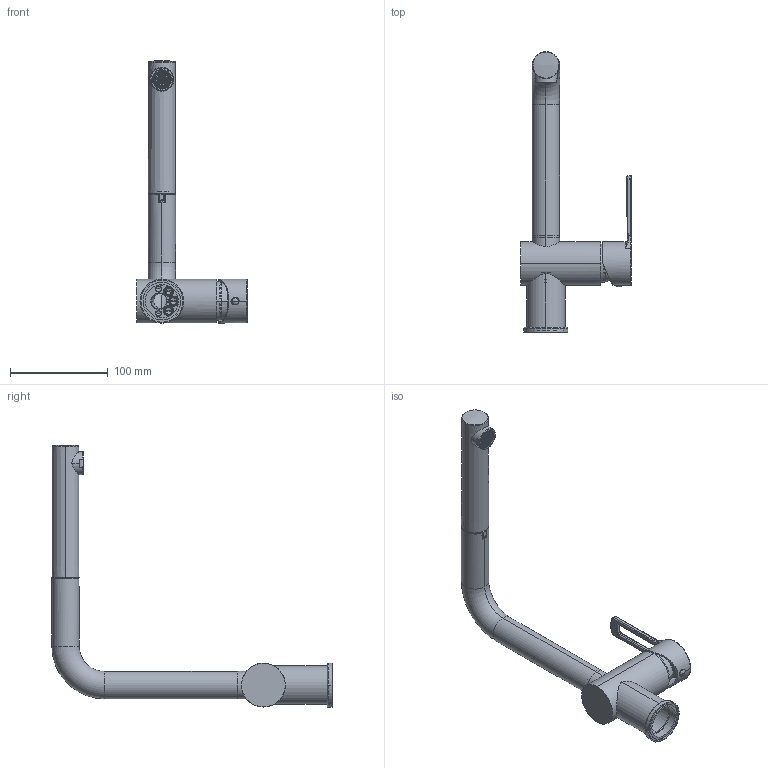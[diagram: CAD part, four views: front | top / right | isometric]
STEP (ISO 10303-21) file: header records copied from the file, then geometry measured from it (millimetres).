
FILE_DESCRIPTION((''),'2;1');
FILE_NAME('RIN185CR','2021-11-05T08:45:48',('ut3'),('PAFFONI SpA'),'CREO PARAMETRIC BY PTC INC, 2020044','CREO PARAMETRIC BY PTC INC, 2020044','');
FILE_SCHEMA(('CONFIG_CONTROL_DESIGN','SHAPE_APPEARANCE_LAYERS_GROUPS'));
Length unit declared in the file: millimetre
Products named in the file (1): RIN185CR
Bounding box: 113.63 x 287 x 268.47 mm (x, y, z)
Volume: 212173.8 mm3; surface area: 173636.3 mm2
Topology: 1 solids, 1 shells, 4658 faces, 15606 edges, 10709 vertices
Faces by surface type: plane 2173, cylinder 1782, cone 250, bspline 182, torus 179, extrusion 52, sphere 40
Entity records: 296297 total; most frequent: CARTESIAN_POINT 128281, ORIENTED_EDGE 31160, DIRECTION 23427, EDGE_CURVE 15580, VERTEX_POINT 10709, AXIS2_PLACEMENT_3D 7863, VECTOR 7701, LINE 7649
